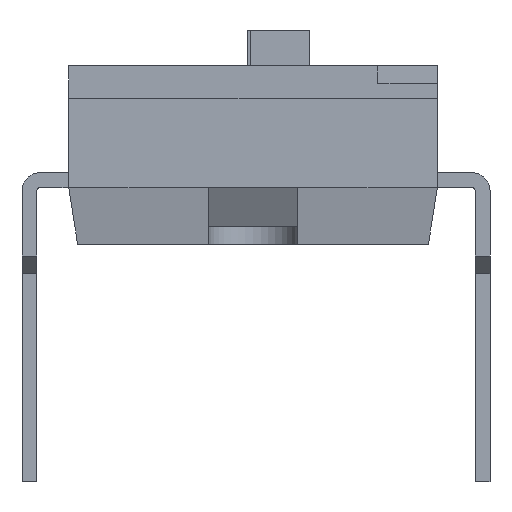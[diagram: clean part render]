
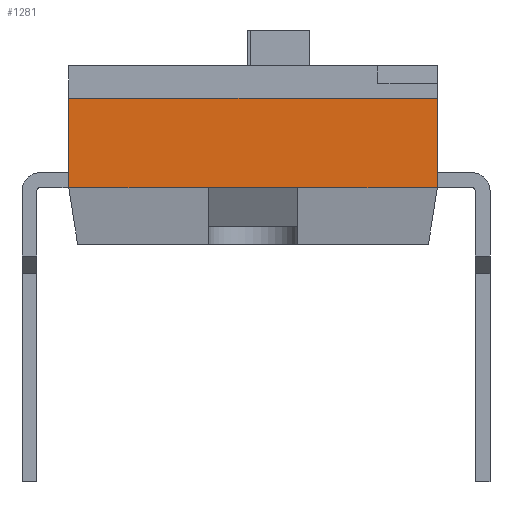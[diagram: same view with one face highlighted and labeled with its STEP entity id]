
A CAD part, left-side view. The second image highlights one B-rep face of the part: STEP entity #1281.
In plain terms, the highlighted planar face has unit normal (-1, 0, 0).
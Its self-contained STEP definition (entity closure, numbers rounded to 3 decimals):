
#1281 = ADVANCED_FACE( '', ( #2471 ), #2472, .F. );
#2471 = FACE_OUTER_BOUND( '', #3602, .T. );
#2472 = PLANE( '', #3603 );
#3602 = EDGE_LOOP( '', ( #6974, #6975, #6976, #6977, #6978, #6979 ) );
#3603 = AXIS2_PLACEMENT_3D( '', #6980, #6981, #6982 );
#6974 = ORIENTED_EDGE( '', *, *, #7835, .T. );
#6975 = ORIENTED_EDGE( '', *, *, #8335, .T. );
#6976 = ORIENTED_EDGE( '', *, *, #7926, .T. );
#6977 = ORIENTED_EDGE( '', *, *, #8175, .F. );
#6978 = ORIENTED_EDGE( '', *, *, #8226, .F. );
#6979 = ORIENTED_EDGE( '', *, *, #8255, .T. );
#6980 = CARTESIAN_POINT( '', ( -5.55, 3.1, 1.5 ) );
#6981 = DIRECTION( '', ( 1., 0., 0. ) );
#6982 = DIRECTION( '', ( 0., 0., -1. ) );
#7835 = EDGE_CURVE( '', #9380, #9595, #9598, .T. );
#7926 = EDGE_CURVE( '', #8533, #9494, #9747, .T. );
#8175 = EDGE_CURVE( '', #10077, #9494, #10079, .T. );
#8226 = EDGE_CURVE( '', #10136, #10077, #10138, .T. );
#8255 = EDGE_CURVE( '', #10136, #9380, #10172, .T. );
#8335 = EDGE_CURVE( '', #9595, #8533, #10260, .T. );
#8533 = VERTEX_POINT( '', #10559 );
#9380 = VERTEX_POINT( '', #11905 );
#9494 = VERTEX_POINT( '', #12128 );
#9595 = VERTEX_POINT( '', #12281 );
#9598 = LINE( '', #12285, #12286 );
#9747 = LINE( '', #12632, #12633 );
#10077 = VERTEX_POINT( '', #13129 );
#10079 = LINE( '', #13132, #13133 );
#10136 = VERTEX_POINT( '', #13223 );
#10138 = LINE( '', #13226, #13227 );
#10172 = LINE( '', #13299, #13300 );
#10260 = LINE( '', #13425, #13426 );
#10559 = CARTESIAN_POINT( '', ( -5.55, -0.75, 0. ) );
#11905 = CARTESIAN_POINT( '', ( -5.55, 3.1, 0. ) );
#12128 = CARTESIAN_POINT( '', ( -5.55, -3.1, 0. ) );
#12281 = CARTESIAN_POINT( '', ( -5.55, 0.75, 0. ) );
#12285 = CARTESIAN_POINT( '', ( -5.55, 3.1, 0. ) );
#12286 = VECTOR( '', #14174, 1000. );
#12632 = CARTESIAN_POINT( '', ( -5.55, 3.1, 0. ) );
#12633 = VECTOR( '', #14214, 1000. );
#13129 = CARTESIAN_POINT( '', ( -5.55, -3.1, 1.5 ) );
#13132 = CARTESIAN_POINT( '', ( -5.55, -3.1, 1.5 ) );
#13133 = VECTOR( '', #14389, 1000. );
#13223 = CARTESIAN_POINT( '', ( -5.55, 3.1, 1.5 ) );
#13226 = CARTESIAN_POINT( '', ( -5.55, 3.1, 1.5 ) );
#13227 = VECTOR( '', #14419, 1000. );
#13299 = CARTESIAN_POINT( '', ( -5.55, 3.1, 1.5 ) );
#13300 = VECTOR( '', #14433, 1000. );
#13425 = CARTESIAN_POINT( '', ( -5.55, 0.75, 0. ) );
#13426 = VECTOR( '', #14478, 1000. );
#14174 = DIRECTION( '', ( 0., -1., 0. ) );
#14214 = DIRECTION( '', ( 0., -1., 0. ) );
#14389 = DIRECTION( '', ( 0., 0., -1. ) );
#14419 = DIRECTION( '', ( 0., -1., 0. ) );
#14433 = DIRECTION( '', ( 0., 0., -1. ) );
#14478 = DIRECTION( '', ( 0., -1., 0. ) );
